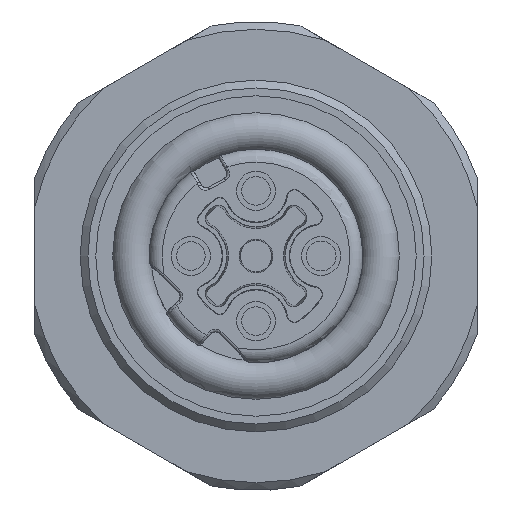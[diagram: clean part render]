
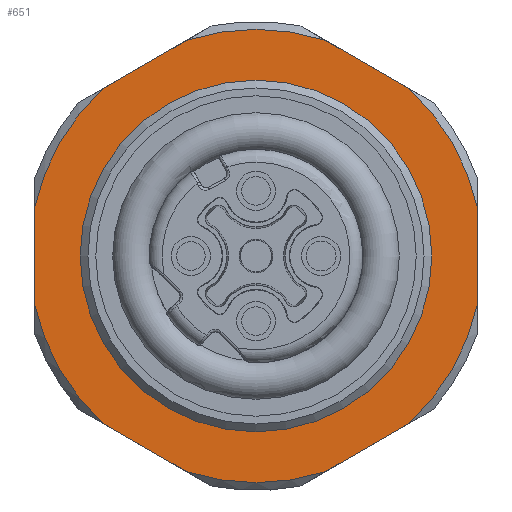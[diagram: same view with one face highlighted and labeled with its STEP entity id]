
A CAD part, left-side view. The second image highlights one B-rep face of the part: STEP entity #651.
In plain terms, the highlighted planar face has unit normal (-1, 0, 0).
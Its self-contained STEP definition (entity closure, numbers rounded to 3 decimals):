
#171=LINE('',#4440,#284);
#174=LINE('',#4458,#287);
#177=LINE('',#4476,#290);
#180=LINE('',#4494,#293);
#183=LINE('',#4512,#296);
#186=LINE('',#4530,#299);
#284=VECTOR('',#3389,1.);
#287=VECTOR('',#3398,1.);
#290=VECTOR('',#3407,1.);
#293=VECTOR('',#3416,1.);
#296=VECTOR('',#3425,1.);
#299=VECTOR('',#3434,1.);
#400=PLANE('',#2710);
#651=ADVANCED_FACE('',(#776,#777),#400,.T.);
#776=FACE_BOUND('',#964,.T.);
#777=FACE_BOUND('',#965,.T.);
#964=EDGE_LOOP('',(#1608));
#965=EDGE_LOOP('',(#1609,#1610,#1611,#1612,#1613,#1614,#1615,#1616,#1617,
#1618,#1619,#1620));
#1608=ORIENTED_EDGE('',*,*,#2212,.T.);
#1609=ORIENTED_EDGE('',*,*,#2213,.F.);
#1610=ORIENTED_EDGE('',*,*,#2179,.T.);
#1611=ORIENTED_EDGE('',*,*,#2211,.F.);
#1612=ORIENTED_EDGE('',*,*,#2209,.T.);
#1613=ORIENTED_EDGE('',*,*,#2214,.F.);
#1614=ORIENTED_EDGE('',*,*,#2203,.T.);
#1615=ORIENTED_EDGE('',*,*,#2215,.F.);
#1616=ORIENTED_EDGE('',*,*,#2197,.T.);
#1617=ORIENTED_EDGE('',*,*,#2216,.F.);
#1618=ORIENTED_EDGE('',*,*,#2191,.T.);
#1619=ORIENTED_EDGE('',*,*,#2217,.F.);
#1620=ORIENTED_EDGE('',*,*,#2185,.T.);
#1860=VERTEX_POINT('',#4439);
#1861=VERTEX_POINT('',#4441);
#1864=VERTEX_POINT('',#4457);
#1865=VERTEX_POINT('',#4459);
#1868=VERTEX_POINT('',#4475);
#1869=VERTEX_POINT('',#4477);
#1872=VERTEX_POINT('',#4493);
#1873=VERTEX_POINT('',#4495);
#1876=VERTEX_POINT('',#4511);
#1877=VERTEX_POINT('',#4513);
#1880=VERTEX_POINT('',#4529);
#1881=VERTEX_POINT('',#4531);
#1882=VERTEX_POINT('',#4540);
#2179=EDGE_CURVE('',#1861,#1860,#171,.T.);
#2185=EDGE_CURVE('',#1865,#1864,#174,.T.);
#2191=EDGE_CURVE('',#1869,#1868,#177,.T.);
#2197=EDGE_CURVE('',#1873,#1872,#180,.T.);
#2203=EDGE_CURVE('',#1877,#1876,#183,.T.);
#2209=EDGE_CURVE('',#1881,#1880,#186,.T.);
#2211=EDGE_CURVE('',#1881,#1860,#2393,.T.);
#2212=EDGE_CURVE('',#1882,#1882,#2394,.T.);
#2213=EDGE_CURVE('',#1861,#1864,#2395,.T.);
#2214=EDGE_CURVE('',#1877,#1880,#2396,.T.);
#2215=EDGE_CURVE('',#1873,#1876,#2397,.T.);
#2216=EDGE_CURVE('',#1869,#1872,#2398,.T.);
#2217=EDGE_CURVE('',#1865,#1868,#2399,.T.);
#2393=CIRCLE('',#2702,8.7);
#2394=CIRCLE('',#2704,6.75);
#2395=CIRCLE('',#2705,8.7);
#2396=CIRCLE('',#2706,8.7);
#2397=CIRCLE('',#2707,8.7);
#2398=CIRCLE('',#2708,8.7);
#2399=CIRCLE('',#2709,8.7);
#2702=AXIS2_PLACEMENT_3D('',#4537,#3437,#3438);
#2704=AXIS2_PLACEMENT_3D('',#4539,#3441,#3442);
#2705=AXIS2_PLACEMENT_3D('',#4541,#3443,#3444);
#2706=AXIS2_PLACEMENT_3D('',#4542,#3445,#3446);
#2707=AXIS2_PLACEMENT_3D('',#4543,#3447,#3448);
#2708=AXIS2_PLACEMENT_3D('',#4544,#3449,#3450);
#2709=AXIS2_PLACEMENT_3D('',#4545,#3451,#3452);
#2710=AXIS2_PLACEMENT_3D('',#4546,#3453,#3454);
#3389=DIRECTION('',(0.,-0.866,0.5));
#3398=DIRECTION('',(0.,-0.866,-0.5));
#3407=DIRECTION('',(0.,0.,-1.));
#3416=DIRECTION('',(0.,0.866,-0.5));
#3425=DIRECTION('',(0.,0.866,0.5));
#3434=DIRECTION('',(0.,0.,1.));
#3437=DIRECTION('',(1.,0.,0.));
#3438=DIRECTION('',(0.,0.5,0.866));
#3441=DIRECTION('',(1.,0.,0.));
#3442=DIRECTION('',(0.,0.5,0.866));
#3443=DIRECTION('',(1.,0.,0.));
#3444=DIRECTION('',(0.,0.5,0.866));
#3445=DIRECTION('',(1.,0.,0.));
#3446=DIRECTION('',(0.,0.5,0.866));
#3447=DIRECTION('',(1.,0.,0.));
#3448=DIRECTION('',(0.,0.5,0.866));
#3449=DIRECTION('',(1.,0.,0.));
#3450=DIRECTION('',(0.,0.5,0.866));
#3451=DIRECTION('',(1.,0.,0.));
#3452=DIRECTION('',(0.,0.5,0.866));
#3453=DIRECTION('',(-1.,0.,0.));
#3454=DIRECTION('',(0.,0.5,0.866));
#4439=CARTESIAN_POINT('',(-10.5,-5.856,-6.434));
#4440=CARTESIAN_POINT('',(-10.5,-11.784,-3.011));
#4441=CARTESIAN_POINT('',(-10.5,-2.644,-8.289));
#4457=CARTESIAN_POINT('',(-10.5,2.644,-8.289));
#4458=CARTESIAN_POINT('',(-10.5,0.483,-9.536));
#4459=CARTESIAN_POINT('',(-10.5,5.856,-6.434));
#4475=CARTESIAN_POINT('',(-10.5,8.5,-1.855));
#4476=CARTESIAN_POINT('',(-10.5,8.5,4.35));
#4477=CARTESIAN_POINT('',(-10.5,8.5,1.855));
#4493=CARTESIAN_POINT('',(-10.5,5.856,6.434));
#4494=CARTESIAN_POINT('',(-10.5,-3.284,11.711));
#4495=CARTESIAN_POINT('',(-10.5,2.644,8.289));
#4511=CARTESIAN_POINT('',(-10.5,-2.644,8.289));
#4512=CARTESIAN_POINT('',(-10.5,-8.017,5.186));
#4513=CARTESIAN_POINT('',(-10.5,-5.856,6.434));
#4529=CARTESIAN_POINT('',(-10.5,-8.5,1.855));
#4530=CARTESIAN_POINT('',(-10.5,-8.5,4.35));
#4531=CARTESIAN_POINT('',(-10.5,-8.5,-1.855));
#4537=CARTESIAN_POINT('',(-10.5,0.,0.));
#4539=CARTESIAN_POINT('',(-10.5,0.,0.));
#4540=CARTESIAN_POINT('',(-10.5,3.375,5.846));
#4541=CARTESIAN_POINT('',(-10.5,0.,0.));
#4542=CARTESIAN_POINT('',(-10.5,0.,0.));
#4543=CARTESIAN_POINT('',(-10.5,0.,0.));
#4544=CARTESIAN_POINT('',(-10.5,0.,0.));
#4545=CARTESIAN_POINT('',(-10.5,0.,0.));
#4546=CARTESIAN_POINT('',(-10.5,-7.534,4.35));
